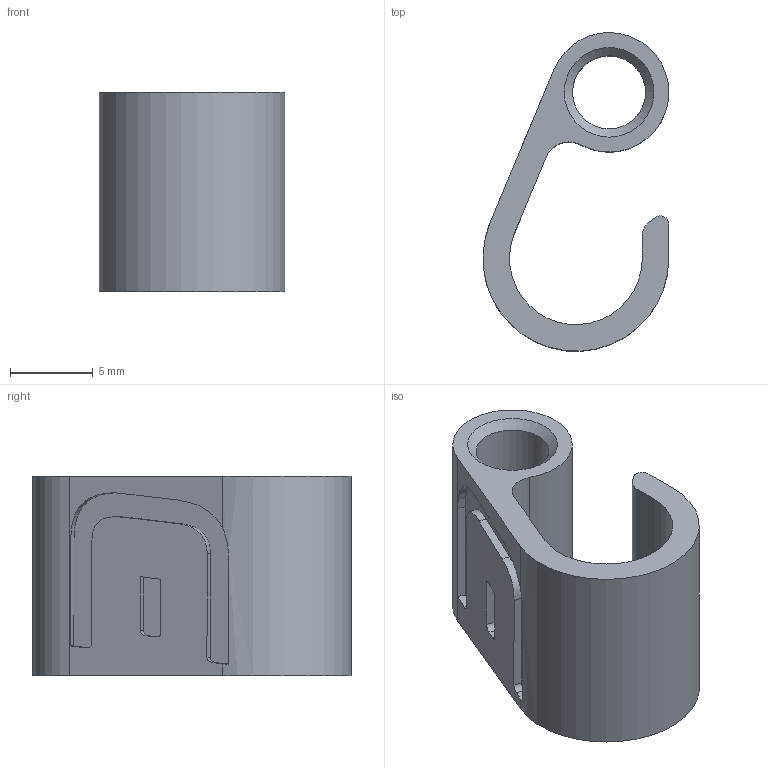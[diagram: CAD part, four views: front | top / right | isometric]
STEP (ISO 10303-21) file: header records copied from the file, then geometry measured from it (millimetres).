
FILE_DESCRIPTION(/* description */ (''),/* implementation_level */ '2;1');
FILE_NAME(/* name */ 'cable_anchor.stp',/* time_stamp */ '2017-03-16T15:41:23+01:00',/* author */ (''),/* organization */ (''),/* preprocessor_version */ 'ST-DEVELOPER v16.5',/* originating_system */ 'Autodesk Translation Framework v5.2.0.2920',/* authorisation */ '');
FILE_SCHEMA (('AUTOMOTIVE_DESIGN { 1 0 10303 214 3 1 1 }'));
Length unit declared in the file: millimetre
Products named in the file (1): cable_anchor
Bounding box: 11.19 x 19.19 x 12 mm (x, y, z)
Volume: 814.4 mm3; surface area: 1224.4 mm2
Topology: 1 solids, 1 shells, 43 faces, 118 edges, 78 vertices
Faces by surface type: plane 26, bspline 8, cylinder 7, cone 2
Full cylindrical faces by diameter (mm): 4.4 x1
Entity records: 1629 total; most frequent: CARTESIAN_POINT 560, ORIENTED_EDGE 230, DIRECTION 187, EDGE_CURVE 115, LINE 81, VECTOR 81, VERTEX_POINT 78, AXIS2_PLACEMENT_3D 53
